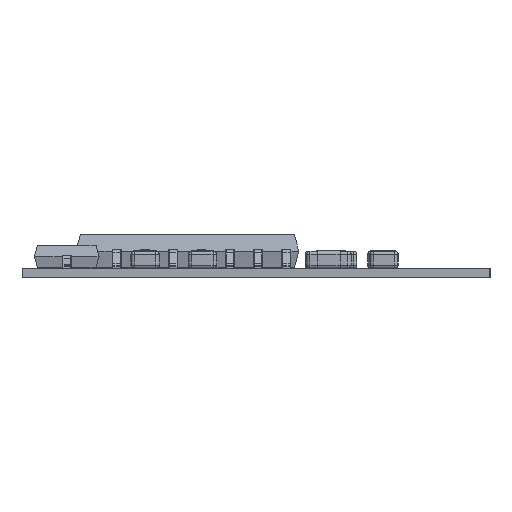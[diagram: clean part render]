
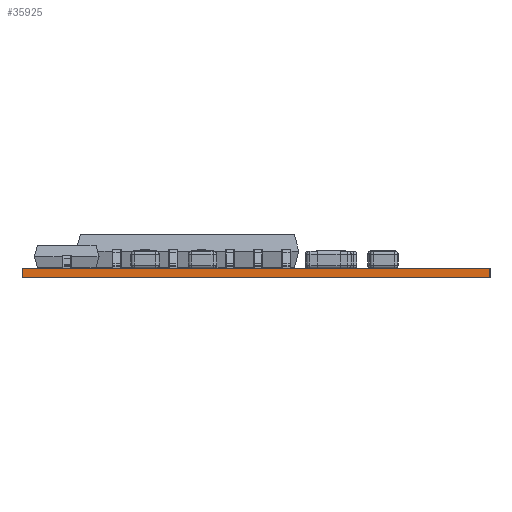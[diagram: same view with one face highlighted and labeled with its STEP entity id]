
A CAD part, left-side view. The second image highlights one B-rep face of the part: STEP entity #35925.
In plain terms, the highlighted planar face has unit normal (-1, 0, 0).
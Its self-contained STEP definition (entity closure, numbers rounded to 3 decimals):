
#1745 = CARTESIAN_POINT ( 'NONE',  ( 0., 0., 0.411 ) ) ;
#1884 = VECTOR ( 'NONE', #33697, 1000. ) ;
#2102 = CARTESIAN_POINT ( 'NONE',  ( 0., 21., 0. ) ) ;
#2438 = DIRECTION ( 'NONE',  ( -1., 0., 0. ) ) ;
#2761 = CARTESIAN_POINT ( 'NONE',  ( 0., 21., 0.411 ) ) ;
#5598 = PLANE ( 'NONE',  #17503 ) ;
#7774 = EDGE_CURVE ( 'NONE', #38726, #26753, #23708, .T. ) ;
#7917 = LINE ( 'NONE', #20763, #1884 ) ;
#8719 = EDGE_LOOP ( 'NONE', ( #30791, #16412, #21838, #22500 ) ) ;
#12576 = DIRECTION ( 'NONE',  ( 0., 0., 1. ) ) ;
#12802 = VECTOR ( 'NONE', #12576, 1000. ) ;
#16412 = ORIENTED_EDGE ( 'NONE', *, *, #22484, .F. ) ;
#17503 = AXIS2_PLACEMENT_3D ( 'NONE', #21620, #2438, #41544 ) ;
#18261 = CARTESIAN_POINT ( 'NONE',  ( 0., 0., 0. ) ) ;
#18311 = CARTESIAN_POINT ( 'NONE',  ( 0., 21., 0. ) ) ;
#19184 = VECTOR ( 'NONE', #36847, 1000. ) ;
#19521 = CARTESIAN_POINT ( 'NONE',  ( 0., 0., 0. ) ) ;
#20763 = CARTESIAN_POINT ( 'NONE',  ( 0., 21., 0.411 ) ) ;
#21485 = VERTEX_POINT ( 'NONE', #2761 ) ;
#21620 = CARTESIAN_POINT ( 'NONE',  ( 0., 21., 0. ) ) ;
#21838 = ORIENTED_EDGE ( 'NONE', *, *, #7774, .T. ) ;
#22484 = EDGE_CURVE ( 'NONE', #38726, #21485, #40587, .T. ) ;
#22500 = ORIENTED_EDGE ( 'NONE', *, *, #25514, .T. ) ;
#23342 = EDGE_CURVE ( 'NONE', #21485, #26027, #7917, .T. ) ;
#23708 = LINE ( 'NONE', #36215, #19184 ) ;
#24908 = DIRECTION ( 'NONE',  ( 0., 0., 1. ) ) ;
#25514 = EDGE_CURVE ( 'NONE', #26753, #26027, #29123, .T. ) ;
#26027 = VERTEX_POINT ( 'NONE', #1745 ) ;
#26753 = VERTEX_POINT ( 'NONE', #18261 ) ;
#26784 = VECTOR ( 'NONE', #24908, 1000. ) ;
#29123 = LINE ( 'NONE', #19521, #12802 ) ;
#30791 = ORIENTED_EDGE ( 'NONE', *, *, #23342, .F. ) ;
#33697 = DIRECTION ( 'NONE',  ( 0., -1., 0. ) ) ;
#35194 = FACE_OUTER_BOUND ( 'NONE', #8719, .T. ) ;
#35925 = ADVANCED_FACE ( 'NONE', ( #35194 ), #5598, .T. ) ;
#36215 = CARTESIAN_POINT ( 'NONE',  ( 0., 21., 0. ) ) ;
#36847 = DIRECTION ( 'NONE',  ( 0., -1., 0. ) ) ;
#38726 = VERTEX_POINT ( 'NONE', #18311 ) ;
#40587 = LINE ( 'NONE', #2102, #26784 ) ;
#41544 = DIRECTION ( 'NONE',  ( 0., -1., 0. ) ) ;
